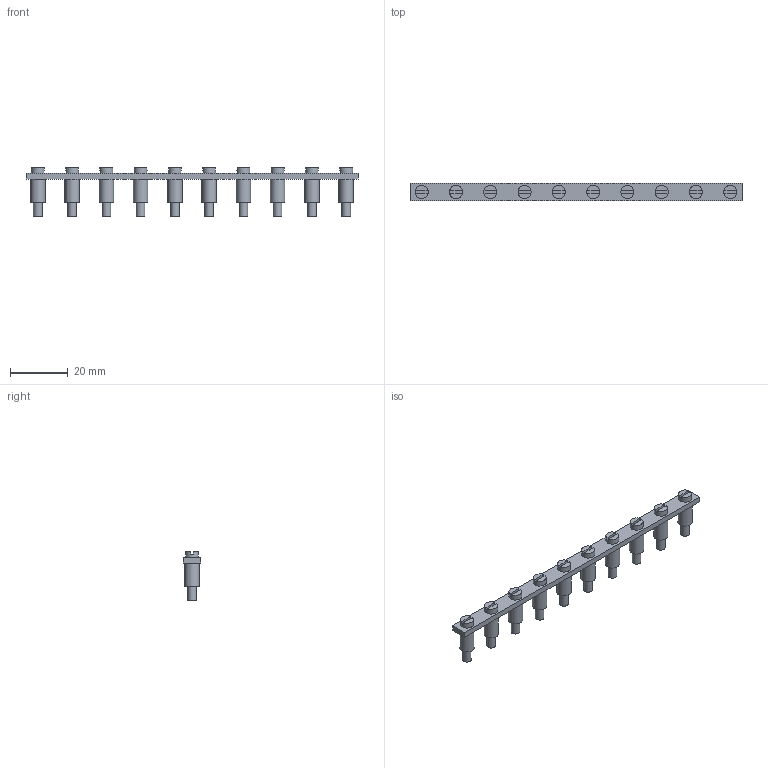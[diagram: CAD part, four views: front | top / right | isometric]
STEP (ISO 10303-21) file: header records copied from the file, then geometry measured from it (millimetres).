
FILE_DESCRIPTION(/* description */ (''),/* implementation_level */ '2;1');
FILE_NAME(/* name */ '2266_0_Q10_RK16_35.stp',/* time_stamp */ '2020-08-04T11:21:32+02:00',/* author */ (''),/* organization */ (''),/* preprocessor_version */ 'ST-DEVELOPER v16.7',/* originating_system */ 'SIEMENS PLM Software NX 12.0',/* authorisation */ '');
FILE_SCHEMA (('AUTOMOTIVE_DESIGN { 1 0 10303 214 3 1 1 1 }'));
Length unit declared in the file: millimetre
Products named in the file (1): 2266_0_Q10_RK16_35
Bounding box: 115.3 x 6 x 17 mm (x, y, z)
Volume: 3237.8 mm3; surface area: 6266.5 mm2
Topology: 21 solids, 21 shells, 166 faces, 312 edges, 208 vertices
Faces by surface type: plane 106, cylinder 60
Full cylindrical faces by diameter (mm): 2.7 x10, 3 x10, 3.4 x10, 3.5 x10, 4.5 x10, 5 x10
Entity records: 4020 total; most frequent: DIRECTION 726, CARTESIAN_POINT 607, ORIENTED_EDGE 484, AXIS2_PLACEMENT_3D 317, EDGE_LOOP 286, EDGE_CURVE 242, FACE_BOUND 222, VERTEX_POINT 198
